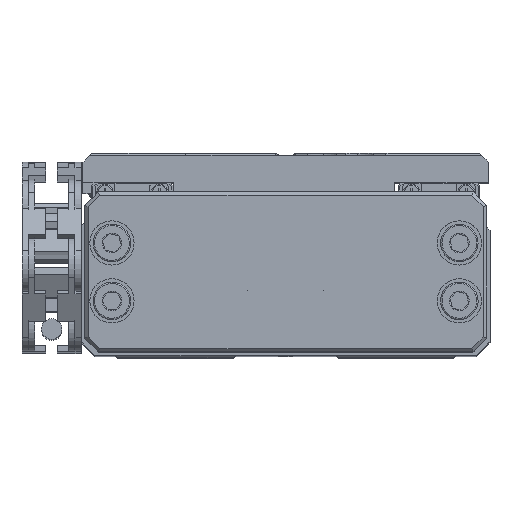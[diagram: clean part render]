
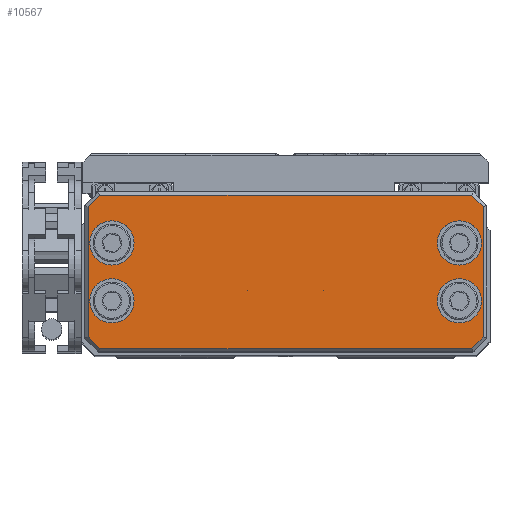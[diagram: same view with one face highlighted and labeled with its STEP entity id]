
A CAD part, top view. The second image highlights one B-rep face of the part: STEP entity #10567.
In plain terms, the highlighted planar face has unit normal (0, 0, 1).
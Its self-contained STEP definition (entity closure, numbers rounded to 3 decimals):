
#550 = DIRECTION ( 'NONE',  ( 1., 0., 0. ) ) ;
#690 = EDGE_CURVE ( 'NONE', #7390, #6657, #4384, .T. ) ;
#732 = AXIS2_PLACEMENT_3D ( 'NONE', #27773, #2233, #5369 ) ;
#900 = VECTOR ( 'NONE', #30613, 1000. ) ;
#1033 = CARTESIAN_POINT ( 'NONE',  ( 28.146, -51.646, 11. ) ) ;
#1145 = ORIENTED_EDGE ( 'NONE', *, *, #12427, .F. ) ;
#1263 = FACE_BOUND ( 'NONE', #16933, .T. ) ;
#1413 = EDGE_CURVE ( 'NONE', #10294, #27502, #45386, .T. ) ;
#1747 = ORIENTED_EDGE ( 'NONE', *, *, #2968, .F. ) ;
#2147 = CARTESIAN_POINT ( 'NONE',  ( 58.25, -16., 11. ) ) ;
#2233 = DIRECTION ( 'NONE',  ( 0., 0., 1. ) ) ;
#2240 = CARTESIAN_POINT ( 'NONE',  ( -10.396, -13.104, 11. ) ) ;
#2490 = EDGE_CURVE ( 'NONE', #8589, #36923, #34779, .T. ) ;
#2968 = EDGE_CURVE ( 'NONE', #6657, #7390, #18695, .T. ) ;
#2995 = EDGE_CURVE ( 'NONE', #9326, #29186, #45284, .T. ) ;
#3069 = DIRECTION ( 'NONE',  ( 1., 0., 0. ) ) ;
#3098 = DIRECTION ( 'NONE',  ( 0., -1., 0. ) ) ;
#3772 = AXIS2_PLACEMENT_3D ( 'NONE', #11854, #26556, #550 ) ;
#4384 = CIRCLE ( 'NONE', #12069, 3.25 ) ;
#4626 = VERTEX_POINT ( 'NONE', #17076 ) ;
#4631 = DIRECTION ( 'NONE',  ( 0., 0., 1. ) ) ;
#4693 = CARTESIAN_POINT ( 'NONE',  ( 2.207, -0.5, 11. ) ) ;
#4773 = DIRECTION ( 'NONE',  ( 1., 0., 0. ) ) ;
#5369 = DIRECTION ( 'NONE',  ( 1., 0., 0. ) ) ;
#5905 = DIRECTION ( 'NONE',  ( -0.707, 0.707, 0. ) ) ;
#6061 = CARTESIAN_POINT ( 'NONE',  ( 55., -16., 11. ) ) ;
#6188 = CARTESIAN_POINT ( 'NONE',  ( 51.75, -7.5, 11. ) ) ;
#6657 = VERTEX_POINT ( 'NONE', #2147 ) ;
#6742 = EDGE_CURVE ( 'NONE', #35558, #9326, #37714, .T. ) ;
#6924 = CARTESIAN_POINT ( 'NONE',  ( 57., -23., 11. ) ) ;
#7008 = VECTOR ( 'NONE', #21669, 1000. ) ;
#7168 = EDGE_CURVE ( 'NONE', #15839, #25949, #45291, .T. ) ;
#7390 = VERTEX_POINT ( 'NONE', #47220 ) ;
#7510 = FACE_BOUND ( 'NONE', #31652, .T. ) ;
#8106 = DIRECTION ( 'NONE',  ( 0., 0., 1. ) ) ;
#8198 = DIRECTION ( 'NONE',  ( 0., 0., 1. ) ) ;
#8278 = LINE ( 'NONE', #18937, #25535 ) ;
#8589 = VERTEX_POINT ( 'NONE', #15796 ) ;
#9134 = VECTOR ( 'NONE', #35265, 1000. ) ;
#9326 = VERTEX_POINT ( 'NONE', #30541 ) ;
#9338 = AXIS2_PLACEMENT_3D ( 'NONE', #12075, #4631, #18642 ) ;
#9370 = ORIENTED_EDGE ( 'NONE', *, *, #43439, .F. ) ;
#9666 = ORIENTED_EDGE ( 'NONE', *, *, #26236, .F. ) ;
#9986 = EDGE_LOOP ( 'NONE', ( #41847, #35891, #10570, #25962, #33517, #40310, #41157, #35940 ) ) ;
#10120 = CARTESIAN_POINT ( 'NONE',  ( 56.793, -0.5, 11. ) ) ;
#10294 = VERTEX_POINT ( 'NONE', #11959 ) ;
#10567 = ADVANCED_FACE ( 'NONE', ( #41241, #1263, #11604, #37646, #7510 ), #22235, .T. ) ;
#10570 = ORIENTED_EDGE ( 'NONE', *, *, #20153, .T. ) ;
#10591 = VECTOR ( 'NONE', #30242, 1000. ) ;
#10844 = VERTEX_POINT ( 'NONE', #10120 ) ;
#10870 = AXIS2_PLACEMENT_3D ( 'NONE', #44147, #40560, #18424 ) ;
#11604 = FACE_BOUND ( 'NONE', #16688, .T. ) ;
#11854 = CARTESIAN_POINT ( 'NONE',  ( 55., -7.5, 11. ) ) ;
#11959 = CARTESIAN_POINT ( 'NONE',  ( 58.5, -21.293, 11. ) ) ;
#12069 = AXIS2_PLACEMENT_3D ( 'NONE', #6061, #39089, #27509 ) ;
#12075 = CARTESIAN_POINT ( 'NONE',  ( 0., -23.5, 11. ) ) ;
#12427 = EDGE_CURVE ( 'NONE', #25949, #15839, #35723, .T. ) ;
#13749 = EDGE_CURVE ( 'NONE', #18304, #10294, #40548, .T. ) ;
#13841 = LINE ( 'NONE', #16987, #19648 ) ;
#14731 = CIRCLE ( 'NONE', #10870, 3.25 ) ;
#15253 = EDGE_LOOP ( 'NONE', ( #1747, #25372 ) ) ;
#15452 = CARTESIAN_POINT ( 'NONE',  ( 1.354, -22.146, 11. ) ) ;
#15662 = VERTEX_POINT ( 'NONE', #24035 ) ;
#15738 = CARTESIAN_POINT ( 'NONE',  ( 2.207, -23., 11. ) ) ;
#15796 = CARTESIAN_POINT ( 'NONE',  ( 0.75, -16., 11. ) ) ;
#15839 = VERTEX_POINT ( 'NONE', #6188 ) ;
#16688 = EDGE_LOOP ( 'NONE', ( #9370, #45460 ) ) ;
#16933 = EDGE_LOOP ( 'NONE', ( #32572, #9666 ) ) ;
#16987 = CARTESIAN_POINT ( 'NONE',  ( 39.896, 16.396, 11. ) ) ;
#17076 = CARTESIAN_POINT ( 'NONE',  ( 0.75, -7.5, 11. ) ) ;
#17351 = VECTOR ( 'NONE', #25843, 1000. ) ;
#18304 = VERTEX_POINT ( 'NONE', #38534 ) ;
#18424 = DIRECTION ( 'NONE',  ( 1., 0., 0. ) ) ;
#18642 = DIRECTION ( 'NONE',  ( 1., 0., 0. ) ) ;
#18695 = CIRCLE ( 'NONE', #45564, 3.25 ) ;
#18937 = CARTESIAN_POINT ( 'NONE',  ( 2., -0.5, 11. ) ) ;
#19648 = VECTOR ( 'NONE', #5905, 1000. ) ;
#19720 = EDGE_CURVE ( 'NONE', #29186, #18304, #33201, .T. ) ;
#19776 = ORIENTED_EDGE ( 'NONE', *, *, #7168, .F. ) ;
#19908 = CARTESIAN_POINT ( 'NONE',  ( 58.25, -7.5, 11. ) ) ;
#20153 = EDGE_CURVE ( 'NONE', #10844, #20241, #8278, .T. ) ;
#20241 = VERTEX_POINT ( 'NONE', #4693 ) ;
#20345 = CARTESIAN_POINT ( 'NONE',  ( 58.5, -2.207, 11. ) ) ;
#21407 = CARTESIAN_POINT ( 'NONE',  ( 4., -16., 11. ) ) ;
#21669 = DIRECTION ( 'NONE',  ( 1., 0., 0. ) ) ;
#21821 = EDGE_CURVE ( 'NONE', #15662, #4626, #31710, .T. ) ;
#22235 = PLANE ( 'NONE',  #9338 ) ;
#24035 = CARTESIAN_POINT ( 'NONE',  ( 7.25, -7.5, 11. ) ) ;
#25372 = ORIENTED_EDGE ( 'NONE', *, *, #690, .F. ) ;
#25535 = VECTOR ( 'NONE', #34330, 1000. ) ;
#25843 = DIRECTION ( 'NONE',  ( 0.707, 0.707, 0. ) ) ;
#25949 = VERTEX_POINT ( 'NONE', #19908 ) ;
#25962 = ORIENTED_EDGE ( 'NONE', *, *, #44503, .T. ) ;
#26022 = VECTOR ( 'NONE', #3098, 1000. ) ;
#26236 = EDGE_CURVE ( 'NONE', #4626, #15662, #14731, .T. ) ;
#26556 = DIRECTION ( 'NONE',  ( 0., 0., 1. ) ) ;
#27502 = VERTEX_POINT ( 'NONE', #20345 ) ;
#27509 = DIRECTION ( 'NONE',  ( 1., 0., 0. ) ) ;
#27773 = CARTESIAN_POINT ( 'NONE',  ( 4., -16., 11. ) ) ;
#28648 = AXIS2_PLACEMENT_3D ( 'NONE', #42553, #31964, #36072 ) ;
#29035 = EDGE_CURVE ( 'NONE', #27502, #10844, #13841, .T. ) ;
#29172 = CIRCLE ( 'NONE', #732, 3.25 ) ;
#29186 = VERTEX_POINT ( 'NONE', #15738 ) ;
#30107 = AXIS2_PLACEMENT_3D ( 'NONE', #21407, #36097, #3069 ) ;
#30242 = DIRECTION ( 'NONE',  ( 0., 1., 0. ) ) ;
#30541 = CARTESIAN_POINT ( 'NONE',  ( 0.5, -21.293, 11. ) ) ;
#30613 = DIRECTION ( 'NONE',  ( 0.707, -0.707, 0. ) ) ;
#31652 = EDGE_LOOP ( 'NONE', ( #1145, #19776 ) ) ;
#31710 = CIRCLE ( 'NONE', #28648, 3.25 ) ;
#31964 = DIRECTION ( 'NONE',  ( 0., 0., 1. ) ) ;
#32572 = ORIENTED_EDGE ( 'NONE', *, *, #21821, .F. ) ;
#33201 = LINE ( 'NONE', #6924, #7008 ) ;
#33517 = ORIENTED_EDGE ( 'NONE', *, *, #6742, .T. ) ;
#33773 = CARTESIAN_POINT ( 'NONE',  ( 55., -16., 11. ) ) ;
#34255 = DIRECTION ( 'NONE',  ( 1., 0., 0. ) ) ;
#34330 = DIRECTION ( 'NONE',  ( -1., 0., 0. ) ) ;
#34779 = CIRCLE ( 'NONE', #30107, 3.25 ) ;
#35265 = DIRECTION ( 'NONE',  ( -0.707, -0.707, 0. ) ) ;
#35558 = VERTEX_POINT ( 'NONE', #45343 ) ;
#35723 = CIRCLE ( 'NONE', #46352, 3.25 ) ;
#35891 = ORIENTED_EDGE ( 'NONE', *, *, #29035, .T. ) ;
#35940 = ORIENTED_EDGE ( 'NONE', *, *, #13749, .T. ) ;
#36072 = DIRECTION ( 'NONE',  ( 1., 0., 0. ) ) ;
#36097 = DIRECTION ( 'NONE',  ( 0., 0., 1. ) ) ;
#36923 = VERTEX_POINT ( 'NONE', #47309 ) ;
#37497 = CARTESIAN_POINT ( 'NONE',  ( 58.5, -2., 11. ) ) ;
#37646 = FACE_BOUND ( 'NONE', #15253, .T. ) ;
#37714 = LINE ( 'NONE', #47158, #26022 ) ;
#38534 = CARTESIAN_POINT ( 'NONE',  ( 56.793, -23., 11. ) ) ;
#39089 = DIRECTION ( 'NONE',  ( 0., 0., 1. ) ) ;
#40310 = ORIENTED_EDGE ( 'NONE', *, *, #2995, .T. ) ;
#40548 = LINE ( 'NONE', #1033, #17351 ) ;
#40560 = DIRECTION ( 'NONE',  ( 0., 0., 1. ) ) ;
#41157 = ORIENTED_EDGE ( 'NONE', *, *, #19720, .T. ) ;
#41241 = FACE_OUTER_BOUND ( 'NONE', #9986, .T. ) ;
#41847 = ORIENTED_EDGE ( 'NONE', *, *, #1413, .T. ) ;
#42553 = CARTESIAN_POINT ( 'NONE',  ( 4., -7.5, 11. ) ) ;
#42701 = LINE ( 'NONE', #2240, #9134 ) ;
#43439 = EDGE_CURVE ( 'NONE', #36923, #8589, #29172, .T. ) ;
#44147 = CARTESIAN_POINT ( 'NONE',  ( 4., -7.5, 11. ) ) ;
#44503 = EDGE_CURVE ( 'NONE', #20241, #35558, #42701, .T. ) ;
#44962 = CARTESIAN_POINT ( 'NONE',  ( 55., -7.5, 11. ) ) ;
#45284 = LINE ( 'NONE', #15452, #900 ) ;
#45291 = CIRCLE ( 'NONE', #3772, 3.25 ) ;
#45343 = CARTESIAN_POINT ( 'NONE',  ( 0.5, -2.207, 11. ) ) ;
#45386 = LINE ( 'NONE', #37497, #10591 ) ;
#45460 = ORIENTED_EDGE ( 'NONE', *, *, #2490, .F. ) ;
#45564 = AXIS2_PLACEMENT_3D ( 'NONE', #33773, #8198, #34255 ) ;
#46352 = AXIS2_PLACEMENT_3D ( 'NONE', #44962, #8106, #4773 ) ;
#47158 = CARTESIAN_POINT ( 'NONE',  ( 0.5, -21.5, 11. ) ) ;
#47220 = CARTESIAN_POINT ( 'NONE',  ( 51.75, -16., 11. ) ) ;
#47309 = CARTESIAN_POINT ( 'NONE',  ( 7.25, -16., 11. ) ) ;
